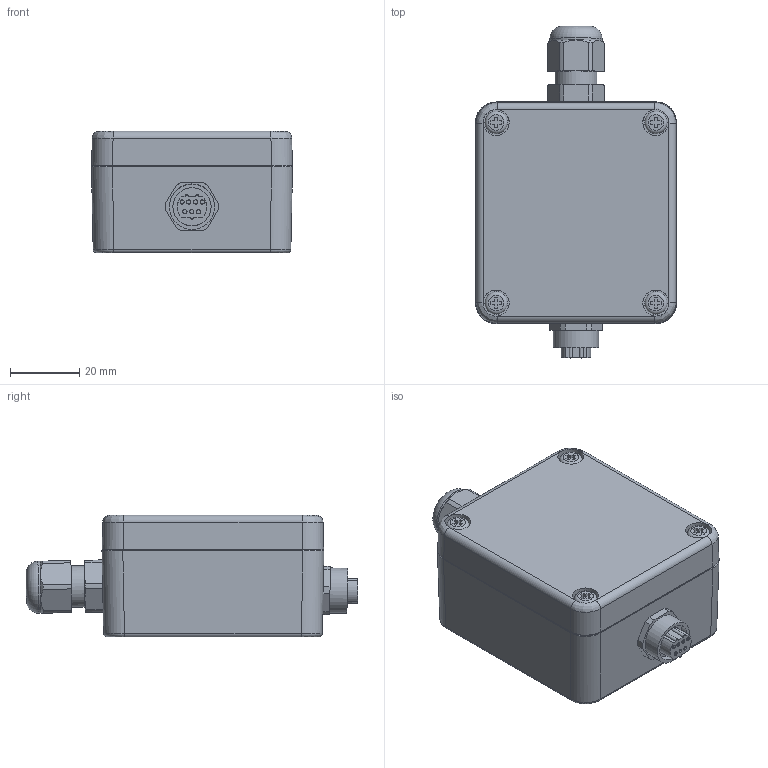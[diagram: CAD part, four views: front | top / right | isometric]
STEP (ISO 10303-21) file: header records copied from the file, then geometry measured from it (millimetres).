
FILE_DESCRIPTION(/* description */ (''),/* implementation_level */ '2;1');
FILE_NAME(/* name */ 'Si-xxxC0xx.step',/* time_stamp */ '2021-07-29T13:47:09+02:00',/* author */ (''),/* organization */ (''),/* preprocessor_version */ 'ST-DEVELOPER v18.1',/* originating_system */ 'Autodesk Translation Framework v10.9.0.1377',/* authorisation */ '');
FILE_SCHEMA (('AUTOMOTIVE_DESIGN { 1 0 10303 214 3 1 1 }'));
Length unit declared in the file: millimetre
Products named in the file (6): Si-xxxC0xx; E2-xx; G201_C; wieko; sruba_M4; M12_dlawnica
Assembly tree (8 placements, depth 3):
  Si-xxxC0xx
    E2-xx
    G201_C
      wieko
      sruba_M4  x4
    M12_dlawnica
Bounding box: 57.89 x 95.6 x 35 mm (x, y, z)
Volume: 61552.1 mm3; surface area: 36589.1 mm2
Topology: 8 solids, 8 shells, 512 faces, 1234 edges, 776 vertices
Faces by surface type: plane 231, cylinder 117, cone 94, torus 34, bspline 32, sphere 4
Full cylindrical faces by diameter (mm): 1.2 x7, 3.242 x6, 3.5 x4, 4 x5, 4.3 x2, 4.4 x2, 4.5 x4, 4.871 x2, 4.9 x4, 5.5 x1, 6.5 x4, 7.5 x4, 8 x2, 8.4 x2, 9.957 x1, 11 x1, 12 x3, 13 x1, 15 x1
Entity records: 15423 total; most frequent: CARTESIAN_POINT 4489, DIRECTION 2374, ORIENTED_EDGE 2164, EDGE_CURVE 1082, AXIS2_PLACEMENT_3D 908, VERTEX_POINT 686, LINE 558, VECTOR 558
